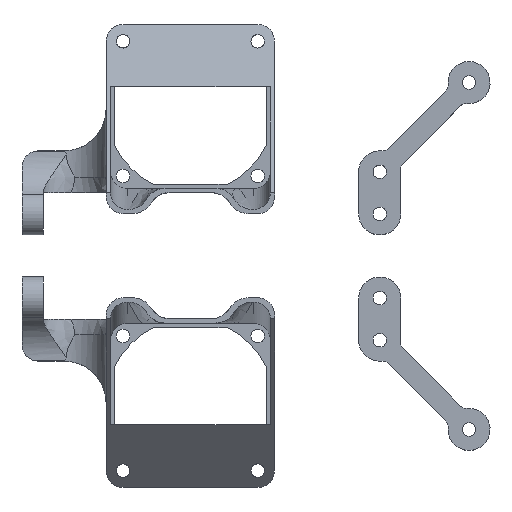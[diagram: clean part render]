
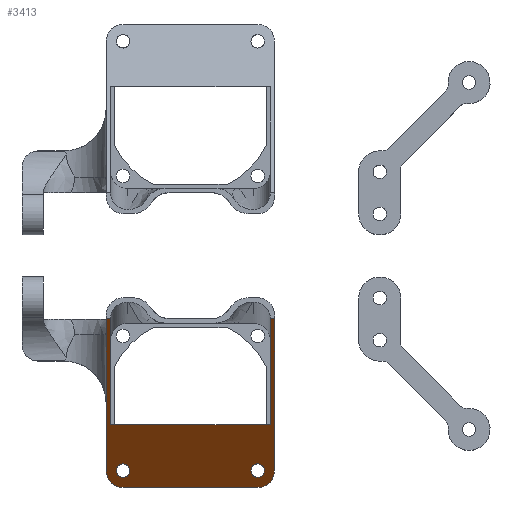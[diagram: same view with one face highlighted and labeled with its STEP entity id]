
A CAD part, top view. The second image highlights one B-rep face of the part: STEP entity #3413.
In plain terms, the highlighted planar face has unit normal (0, -0.707, 0.707).
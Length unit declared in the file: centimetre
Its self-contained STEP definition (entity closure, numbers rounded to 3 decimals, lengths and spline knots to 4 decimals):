
#18=ELLIPSE($,#3664,0.6882,0.4);
#25=ELLIPSE($,#3687,0.6882,0.4);
#26=ELLIPSE($,#3691,0.2263,0.16);
#28=ELLIPSE($,#3694,0.2263,0.16);
#30=ELLIPSE($,#3702,0.5657,0.4);
#31=ELLIPSE($,#3703,0.5657,0.4);
#197=FACE_BOUND($,#616,.T.);
#198=FACE_BOUND($,#617,.T.);
#199=FACE_BOUND($,#618,.T.);
#259=PLANE($,#3701);
#616=EDGE_LOOP($,(#2733,#2734));
#617=EDGE_LOOP($,(#2735,#2736,#2737,#2738,#2739,#2740,#2741,#2742,#2743,
#2744,#2745,#2746));
#618=EDGE_LOOP($,(#2747,#2748));
#808=LINE($,#5273,#1074);
#852=LINE($,#5810,#1118);
#855=LINE($,#5873,#1121);
#859=LINE($,#5911,#1125);
#863=LINE($,#5932,#1129);
#870=LINE($,#6418,#1136);
#872=LINE($,#6421,#1138);
#877=LINE($,#6432,#1143);
#878=LINE($,#6433,#1144);
#879=LINE($,#6437,#1145);
#1074=VECTOR($,#4149,5.0912);
#1118=VECTOR($,#4283,0.1001);
#1121=VECTOR($,#4288,0.1001);
#1125=VECTOR($,#4300,5.0912);
#1129=VECTOR($,#4312,3.5451);
#1136=VECTOR($,#4333,0.0426);
#1138=VECTOR($,#4337,0.0426);
#1143=VECTOR($,#4350,3.5451);
#1144=VECTOR($,#4351,3.8);
#1145=VECTOR($,#4354,3.2);
#1507=VERTEX_POINT($,#5270);
#1508=VERTEX_POINT($,#5272);
#1547=VERTEX_POINT($,#5477);
#1548=VERTEX_POINT($,#5479);
#1565=VERTEX_POINT($,#5870);
#1566=VERTEX_POINT($,#5872);
#1569=VERTEX_POINT($,#5910);
#1570=VERTEX_POINT($,#5914);
#1571=VERTEX_POINT($,#5931);
#1573=VERTEX_POINT($,#6400);
#1574=VERTEX_POINT($,#6401);
#1577=VERTEX_POINT($,#6409);
#1578=VERTEX_POINT($,#6410);
#1582=VERTEX_POINT($,#6431);
#1583=VERTEX_POINT($,#6434);
#1584=VERTEX_POINT($,#6436);
#1878=EDGE_CURVE($,#1508,#1507,#808,.T.);
#1934=EDGE_CURVE($,#1548,#1547,#18,.F.);
#1959=EDGE_CURVE($,#1508,#1547,#852,.T.);
#1967=EDGE_CURVE($,#1565,#1566,#855,.T.);
#1975=EDGE_CURVE($,#1569,#1566,#859,.T.);
#1978=EDGE_CURVE($,#1570,#1565,#25,.T.);
#1981=EDGE_CURVE($,#1548,#1571,#863,.T.);
#1988=EDGE_CURVE($,#1573,#1574,#26,.T.);
#1992=EDGE_CURVE($,#1577,#1578,#28,.T.);
#1996=EDGE_CURVE($,#1578,#1577,#870,.T.);
#1998=EDGE_CURVE($,#1574,#1573,#872,.T.);
#2003=EDGE_CURVE($,#1582,#1570,#877,.T.);
#2004=EDGE_CURVE($,#1571,#1582,#878,.T.);
#2005=EDGE_CURVE($,#1507,#1583,#30,.T.);
#2006=EDGE_CURVE($,#1584,#1583,#879,.T.);
#2007=EDGE_CURVE($,#1584,#1569,#31,.T.);
#2733=ORIENTED_EDGE($,*,*,#1988,.T.);
#2734=ORIENTED_EDGE($,*,*,#1998,.T.);
#2735=ORIENTED_EDGE($,*,*,#1975,.T.);
#2736=ORIENTED_EDGE($,*,*,#1967,.F.);
#2737=ORIENTED_EDGE($,*,*,#1978,.F.);
#2738=ORIENTED_EDGE($,*,*,#2003,.F.);
#2739=ORIENTED_EDGE($,*,*,#2004,.F.);
#2740=ORIENTED_EDGE($,*,*,#1981,.F.);
#2741=ORIENTED_EDGE($,*,*,#1934,.T.);
#2742=ORIENTED_EDGE($,*,*,#1959,.F.);
#2743=ORIENTED_EDGE($,*,*,#1878,.T.);
#2744=ORIENTED_EDGE($,*,*,#2005,.T.);
#2745=ORIENTED_EDGE($,*,*,#2006,.F.);
#2746=ORIENTED_EDGE($,*,*,#2007,.T.);
#2747=ORIENTED_EDGE($,*,*,#1992,.T.);
#2748=ORIENTED_EDGE($,*,*,#1996,.T.);
#3413=ADVANCED_FACE($,(#197,#198,#199),#259,.T.);
#3664=AXIS2_PLACEMENT_3D($,#5480,#4241,#4242);
#3687=AXIS2_PLACEMENT_3D($,#5916,#4305,#4306);
#3691=AXIS2_PLACEMENT_3D($,#6402,#4317,#4318);
#3694=AXIS2_PLACEMENT_3D($,#6411,#4325,#4326);
#3701=AXIS2_PLACEMENT_3D($,#6430,#4348,#4349);
#3702=AXIS2_PLACEMENT_3D($,#6435,#4352,#4353);
#3703=AXIS2_PLACEMENT_3D($,#6438,#4355,#4356);
#4149=DIRECTION($,(0.,-0.707,-0.707));
#4241=DIRECTION('center_axis',(0.,-0.707,0.707));
#4242=DIRECTION('ref_axis',(0.,0.707,0.707));
#4283=DIRECTION($,(1.,0.,0.));
#4288=DIRECTION($,(1.,0.,0.));
#4300=DIRECTION($,(0.,0.707,0.707));
#4305=DIRECTION('center_axis',(0.,-0.707,0.707));
#4306=DIRECTION('ref_axis',(0.,0.707,0.707));
#4312=DIRECTION($,(0.,-0.707,-0.707));
#4317=DIRECTION('center_axis',(0.,0.707,-0.707));
#4318=DIRECTION('ref_axis',(0.,-0.707,-0.707));
#4325=DIRECTION('center_axis',(0.,0.707,-0.707));
#4326=DIRECTION('ref_axis',(0.,-0.707,-0.707));
#4333=DIRECTION($,(-1.,0.,0.));
#4337=DIRECTION($,(-1.,0.,0.));
#4348=DIRECTION('center_axis',(0.,-0.707,0.707));
#4349=DIRECTION('ref_axis',(0.,0.707,0.707));
#4350=DIRECTION($,(0.,0.707,0.707));
#4351=DIRECTION($,(1.,0.,0.));
#4352=DIRECTION('center_axis',(0.,-0.707,0.707));
#4353=DIRECTION('ref_axis',(0.,-0.707,-0.707));
#4354=DIRECTION($,(-1.,0.,0.));
#4355=DIRECTION('center_axis',(0.,-0.707,0.707));
#4356=DIRECTION('ref_axis',(0.,0.707,0.707));
#5270=CARTESIAN_POINT('',(-6.5,-6.1,0.4));
#5272=CARTESIAN_POINT('',(-6.5,-2.5,4.));
#5273=CARTESIAN_POINT($,(-6.5,-6.4,0.1));
#5477=CARTESIAN_POINT('',(-6.3999,-2.5,4.));
#5479=CARTESIAN_POINT('',(-6.4,-2.5083,3.9917));
#5480=CARTESIAN_POINT('Origin',(-6.,-2.5083,3.9917));
#5810=CARTESIAN_POINT($,(-4.25,-2.5,4.));
#5870=CARTESIAN_POINT('',(-2.6001,-2.5,4.));
#5872=CARTESIAN_POINT('',(-2.5,-2.5,4.));
#5873=CARTESIAN_POINT($,(-6.5,-2.5,4.));
#5910=CARTESIAN_POINT('',(-2.5,-6.1,0.4));
#5911=CARTESIAN_POINT($,(-2.5,-5.6,0.9));
#5914=CARTESIAN_POINT('',(-2.6,-2.5083,3.9917));
#5916=CARTESIAN_POINT('Origin',(-3.,-2.5083,3.9917));
#5931=CARTESIAN_POINT('',(-6.4,-5.0151,1.4849));
#5932=CARTESIAN_POINT($,(-6.4,-6.4,0.1));
#6400=CARTESIAN_POINT('',(-2.9213,-6.2586,0.2414));
#6401=CARTESIAN_POINT('',(-2.8787,-6.2586,0.2414));
#6402=CARTESIAN_POINT('Origin',(-2.9,-6.1,0.4));
#6409=CARTESIAN_POINT('',(-6.1213,-6.2586,0.2414));
#6410=CARTESIAN_POINT('',(-6.0787,-6.2586,0.2414));
#6411=CARTESIAN_POINT('Origin',(-6.1,-6.1,0.4));
#6418=CARTESIAN_POINT($,(-4.3106,-6.2586,0.2414));
#6421=CARTESIAN_POINT($,(-2.7106,-6.2586,0.2414));
#6430=CARTESIAN_POINT('Origin',(-2.5,-6.5,0.));
#6431=CARTESIAN_POINT('',(-2.6,-5.0151,1.4849));
#6432=CARTESIAN_POINT($,(-2.6,-5.6,0.9));
#6433=CARTESIAN_POINT($,(-6.5,-5.0151,1.4849));
#6434=CARTESIAN_POINT('',(-6.1,-6.5,0.));
#6435=CARTESIAN_POINT('Origin',(-6.1,-6.1,0.4));
#6436=CARTESIAN_POINT('',(-2.9,-6.5,0.));
#6437=CARTESIAN_POINT($,(-2.9,-6.5,0.));
#6438=CARTESIAN_POINT('Origin',(-2.9,-6.1,0.4));
